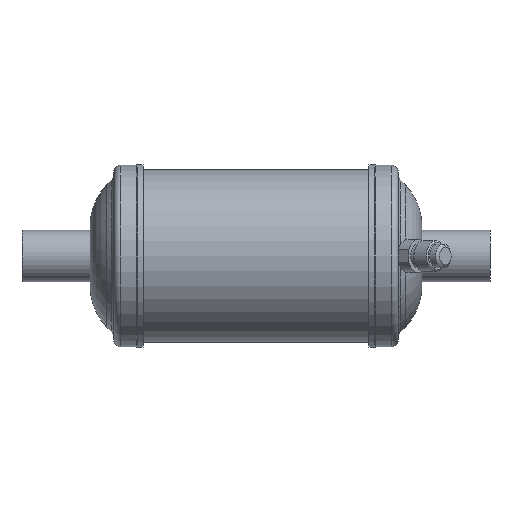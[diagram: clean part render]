
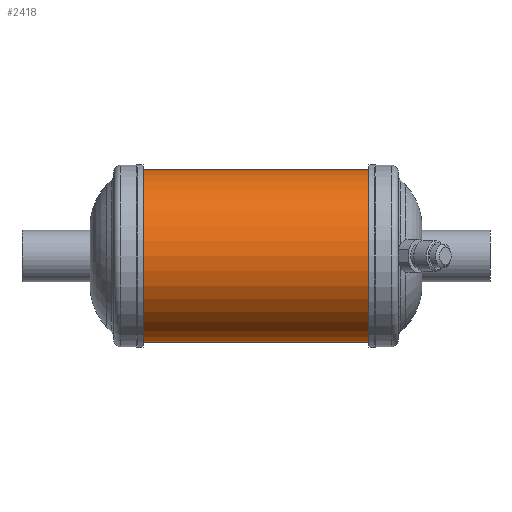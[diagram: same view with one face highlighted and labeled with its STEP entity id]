
A CAD part, front view. The second image highlights one B-rep face of the part: STEP entity #2418.
In plain terms, the highlighted cylindrical face has radius 31.75 mm (diameter 63.5 mm), a partial arc.
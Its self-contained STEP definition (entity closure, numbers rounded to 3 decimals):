
#150 = DIRECTION ( 'NONE',  ( -1., 0., 0. ) ) ;
#292 = LINE ( 'NONE', #1159, #2644 ) ;
#341 = DIRECTION ( 'NONE',  ( 0., 0., -1. ) ) ;
#383 = EDGE_CURVE ( 'NONE', #490, #2564, #2328, .T. ) ;
#404 = CARTESIAN_POINT ( 'NONE',  ( 50., 0., 31.75 ) ) ;
#490 = VERTEX_POINT ( 'NONE', #1973 ) ;
#908 = DIRECTION ( 'NONE',  ( -1., 0., 0. ) ) ;
#1013 = DIRECTION ( 'NONE',  ( 0., 0., 1. ) ) ;
#1063 = VECTOR ( 'NONE', #2744, 1000. ) ;
#1081 = ORIENTED_EDGE ( 'NONE', *, *, #2548, .F. ) ;
#1159 = CARTESIAN_POINT ( 'NONE',  ( 50., 0., -31.75 ) ) ;
#1195 = CARTESIAN_POINT ( 'NONE',  ( 41.5, 0., 0. ) ) ;
#1239 = AXIS2_PLACEMENT_3D ( 'NONE', #1195, #2233, #341 ) ;
#1262 = ORIENTED_EDGE ( 'NONE', *, *, #383, .T. ) ;
#1271 = EDGE_CURVE ( 'NONE', #2273, #1371, #292, .T. ) ;
#1365 = AXIS2_PLACEMENT_3D ( 'NONE', #2741, #1435, #1013 ) ;
#1371 = VERTEX_POINT ( 'NONE', #2263 ) ;
#1407 = CIRCLE ( 'NONE', #1365, 31.75 ) ;
#1435 = DIRECTION ( 'NONE',  ( -1., 0., 0. ) ) ;
#1492 = CARTESIAN_POINT ( 'NONE',  ( 50., 0., 0. ) ) ;
#1504 = EDGE_LOOP ( 'NONE', ( #1668, #1081, #1262, #2093 ) ) ;
#1666 = FACE_OUTER_BOUND ( 'NONE', #1504, .T. ) ;
#1668 = ORIENTED_EDGE ( 'NONE', *, *, #1271, .F. ) ;
#1973 = CARTESIAN_POINT ( 'NONE',  ( 41.5, 0., 31.75 ) ) ;
#2093 = ORIENTED_EDGE ( 'NONE', *, *, #2588, .F. ) ;
#2101 = CYLINDRICAL_SURFACE ( 'NONE', #2474, 31.75 ) ;
#2175 = CIRCLE ( 'NONE', #1239, 31.75 ) ;
#2233 = DIRECTION ( 'NONE',  ( 1., 0., 0. ) ) ;
#2263 = CARTESIAN_POINT ( 'NONE',  ( -41.5, 0., -31.75 ) ) ;
#2273 = VERTEX_POINT ( 'NONE', #2505 ) ;
#2328 = LINE ( 'NONE', #404, #1063 ) ;
#2418 = ADVANCED_FACE ( 'NONE', ( #1666 ), #2101, .T. ) ;
#2451 = CARTESIAN_POINT ( 'NONE',  ( -41.5, 0., 31.75 ) ) ;
#2474 = AXIS2_PLACEMENT_3D ( 'NONE', #1492, #150, #2619 ) ;
#2505 = CARTESIAN_POINT ( 'NONE',  ( 41.5, 0., -31.75 ) ) ;
#2548 = EDGE_CURVE ( 'NONE', #490, #2273, #2175, .T. ) ;
#2564 = VERTEX_POINT ( 'NONE', #2451 ) ;
#2588 = EDGE_CURVE ( 'NONE', #1371, #2564, #1407, .T. ) ;
#2619 = DIRECTION ( 'NONE',  ( 0., 0., 1. ) ) ;
#2644 = VECTOR ( 'NONE', #908, 1000. ) ;
#2741 = CARTESIAN_POINT ( 'NONE',  ( -41.5, 0., 0. ) ) ;
#2744 = DIRECTION ( 'NONE',  ( -1., 0., 0. ) ) ;
